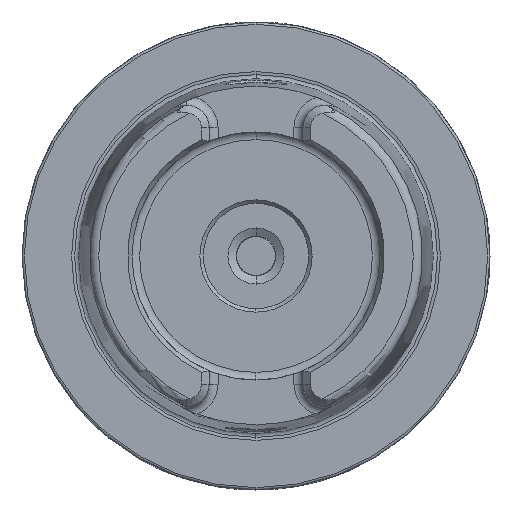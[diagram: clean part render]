
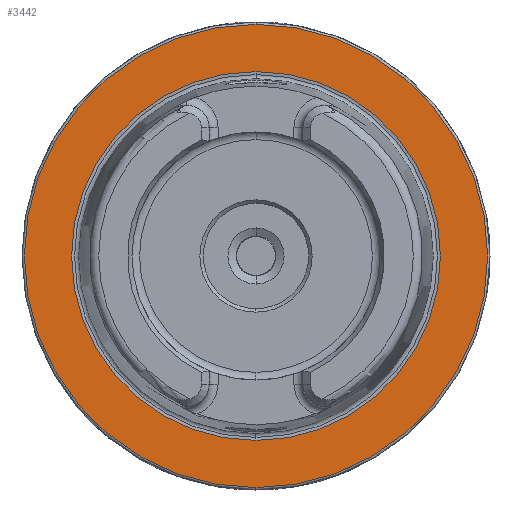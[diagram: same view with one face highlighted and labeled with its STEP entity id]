
A CAD part, left-side view. The second image highlights one B-rep face of the part: STEP entity #3442.
In plain terms, the highlighted planar face has unit normal (-1, 0, 0).
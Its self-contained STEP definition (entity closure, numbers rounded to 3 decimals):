
#501 = CIRCLE ( 'NONE', #504, 49.5 ) ;
#504 = AXIS2_PLACEMENT_3D ( 'NONE', #8916, #8917, #8918 ) ;
#1501 = CARTESIAN_POINT ( 'NONE',  ( 0., 0., 0. ) ) ;
#1502 = DIRECTION ( 'NONE',  ( -1., 0., 0. ) ) ;
#1503 = DIRECTION ( 'NONE',  ( 0., 0., 1. ) ) ;
#2045 = CARTESIAN_POINT ( 'NONE',  ( 0., 0., 0. ) ) ;
#2046 = DIRECTION ( 'NONE',  ( -1., 0., 0. ) ) ;
#2047 = DIRECTION ( 'NONE',  ( 0., 0., 1. ) ) ;
#2579 = EDGE_CURVE ( 'NONE', #8283, #8282, #3609, .T. ) ;
#3442 = ADVANCED_FACE ( 'NONE', ( #11207, #11212 ), #11211, .F. ) ;
#3609 = CIRCLE ( 'NONE', #3704, 49.5 ) ;
#3704 = AXIS2_PLACEMENT_3D ( 'NONE', #11888, #11889, #11890 ) ;
#3890 = AXIS2_PLACEMENT_3D ( 'NONE', #11209, #10394, #10395 ) ;
#5525 = CARTESIAN_POINT ( 'NONE',  ( 0., 0., 39.405 ) ) ;
#5526 = CARTESIAN_POINT ( 'NONE',  ( 0., 0., -39.405 ) ) ;
#5530 = CARTESIAN_POINT ( 'NONE',  ( 0., 0., -49.5 ) ) ;
#5531 = CARTESIAN_POINT ( 'NONE',  ( 0., 0., 49.5 ) ) ;
#5704 = EDGE_LOOP ( 'NONE', ( #7336, #7335 ) ) ;
#7335 = ORIENTED_EDGE ( 'NONE', *, *, #11711, .T. ) ;
#7336 = ORIENTED_EDGE ( 'NONE', *, *, #2579, .T. ) ;
#7337 = ORIENTED_EDGE ( 'NONE', *, *, #11552, .F. ) ;
#7338 = ORIENTED_EDGE ( 'NONE', *, *, #11636, .F. ) ;
#8277 = VERTEX_POINT ( 'NONE', #5525 ) ;
#8278 = VERTEX_POINT ( 'NONE', #5526 ) ;
#8282 = VERTEX_POINT ( 'NONE', #5530 ) ;
#8283 = VERTEX_POINT ( 'NONE', #5531 ) ;
#8445 = EDGE_LOOP ( 'NONE', ( #7338, #7337 ) ) ;
#8916 = CARTESIAN_POINT ( 'NONE',  ( 0., 0., 0. ) ) ;
#8917 = DIRECTION ( 'NONE',  ( -1., 0., 0. ) ) ;
#8918 = DIRECTION ( 'NONE',  ( 0., 0., 1. ) ) ;
#10394 = DIRECTION ( 'NONE',  ( 1., 0., 0. ) ) ;
#10395 = DIRECTION ( 'NONE',  ( 0., 0., -1. ) ) ;
#11207 = FACE_BOUND ( 'NONE', #8445, .T. ) ;
#11209 = CARTESIAN_POINT ( 'NONE',  ( 0., 49.5, 0. ) ) ;
#11211 = PLANE ( 'NONE',  #3890 ) ;
#11212 = FACE_OUTER_BOUND ( 'NONE', #5704, .T. ) ;
#11552 = EDGE_CURVE ( 'NONE', #8278, #8277, #12587, .T. ) ;
#11636 = EDGE_CURVE ( 'NONE', #8277, #8278, #12699, .T. ) ;
#11711 = EDGE_CURVE ( 'NONE', #8282, #8283, #501, .T. ) ;
#11888 = CARTESIAN_POINT ( 'NONE',  ( 0., 0., 0. ) ) ;
#11889 = DIRECTION ( 'NONE',  ( -1., 0., 0. ) ) ;
#11890 = DIRECTION ( 'NONE',  ( 0., 0., 1. ) ) ;
#12587 = CIRCLE ( 'NONE', #12595, 39.405 ) ;
#12595 = AXIS2_PLACEMENT_3D ( 'NONE', #1501, #1502, #1503 ) ;
#12699 = CIRCLE ( 'NONE', #12702, 39.405 ) ;
#12702 = AXIS2_PLACEMENT_3D ( 'NONE', #2045, #2046, #2047 ) ;
